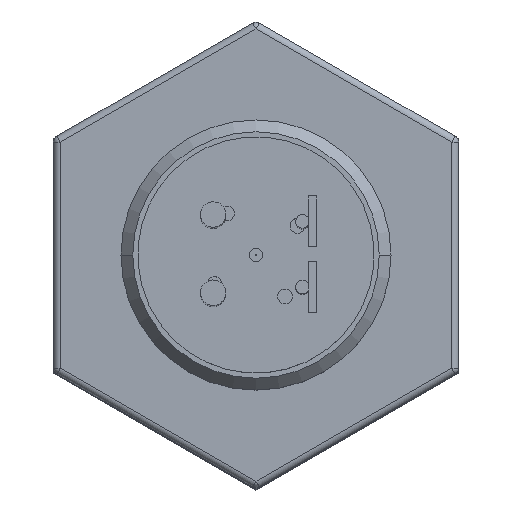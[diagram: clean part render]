
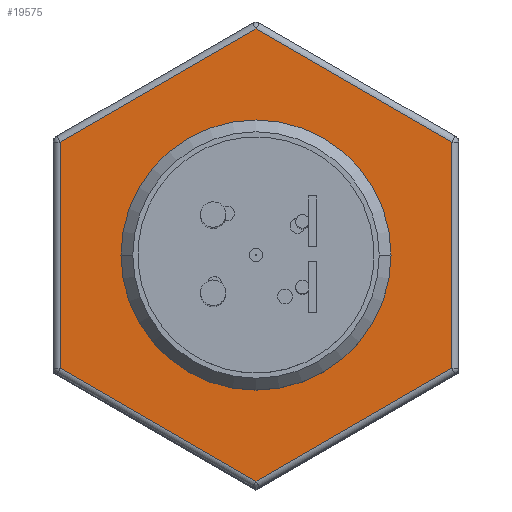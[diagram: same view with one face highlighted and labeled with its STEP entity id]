
A CAD part, top view. The second image highlights one B-rep face of the part: STEP entity #19575.
In plain terms, the highlighted planar face has unit normal (0, 0, 1).
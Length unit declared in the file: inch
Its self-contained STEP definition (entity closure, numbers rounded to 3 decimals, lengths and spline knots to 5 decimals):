
#110 = EDGE_CURVE ( 'NONE', #9019, #8115, #6234, .T. ) ;
#222 = CARTESIAN_POINT ( 'NONE',  ( -0.0125, 0.84437, 2.107 ) ) ;
#620 = CARTESIAN_POINT ( 'NONE',  ( 0., 0., 2.107 ) ) ;
#629 = CARTESIAN_POINT ( 'NONE',  ( 0.7375, -0.41136, 2.107 ) ) ;
#1235 = VECTOR ( 'NONE', #8456, 39.37008 ) ;
#1667 = CARTESIAN_POINT ( 'NONE',  ( 0.47425, 0., 2.107 ) ) ;
#1794 = CARTESIAN_POINT ( 'NONE',  ( -0.75, 1.29904, 2.107 ) ) ;
#3272 = EDGE_LOOP ( 'NONE', ( #16276, #7874, #19691, #20324, #18005, #9264 ) ) ;
#3325 = VERTEX_POINT ( 'NONE', #5949 ) ;
#3374 = VECTOR ( 'NONE', #13685, 39.37008 ) ;
#3824 = LINE ( 'NONE', #222, #17492 ) ;
#5915 = DIRECTION ( 'NONE',  ( 0., 0., 1. ) ) ;
#5949 = CARTESIAN_POINT ( 'NONE',  ( 0., 0.83716, 2.107 ) ) ;
#6234 = CIRCLE ( 'NONE', #6954, 0.47425 ) ;
#6447 = CARTESIAN_POINT ( 'NONE',  ( 0., -0.83716, 2.107 ) ) ;
#6703 = EDGE_CURVE ( 'NONE', #11560, #13831, #18239, .T. ) ;
#6786 = CARTESIAN_POINT ( 'NONE',  ( -0.725, -0.43301, 2.107 ) ) ;
#6954 = AXIS2_PLACEMENT_3D ( 'NONE', #19191, #10704, #20887 ) ;
#7234 = DIRECTION ( 'NONE',  ( -0.866, -0.5, 0. ) ) ;
#7352 = LINE ( 'NONE', #8940, #9032 ) ;
#7497 = DIRECTION ( 'NONE',  ( 1., 0., 0. ) ) ;
#7874 = ORIENTED_EDGE ( 'NONE', *, *, #21630, .T. ) ;
#8115 = VERTEX_POINT ( 'NONE', #10585 ) ;
#8250 = CARTESIAN_POINT ( 'NONE',  ( -0.725, -0.41858, 2.107 ) ) ;
#8456 = DIRECTION ( 'NONE',  ( 0.866, -0.5, 0. ) ) ;
#8680 = DIRECTION ( 'NONE',  ( -0.866, 0.5, 0. ) ) ;
#8940 = CARTESIAN_POINT ( 'NONE',  ( -0.7375, 0.41136, 2.107 ) ) ;
#9019 = VERTEX_POINT ( 'NONE', #1667 ) ;
#9032 = VECTOR ( 'NONE', #7234, 39.37008 ) ;
#9264 = ORIENTED_EDGE ( 'NONE', *, *, #20974, .T. ) ;
#9353 = AXIS2_PLACEMENT_3D ( 'NONE', #620, #5915, #7497 ) ;
#9704 = LINE ( 'NONE', #18401, #1235 ) ;
#9804 = CARTESIAN_POINT ( 'NONE',  ( 0.725, -0.41858, 2.107 ) ) ;
#9957 = EDGE_CURVE ( 'NONE', #3325, #14706, #7352, .T. ) ;
#10254 = FACE_OUTER_BOUND ( 'NONE', #3272, .T. ) ;
#10585 = CARTESIAN_POINT ( 'NONE',  ( -0.47425, 0., 2.107 ) ) ;
#10704 = DIRECTION ( 'NONE',  ( 0., 0., 1. ) ) ;
#11344 = DIRECTION ( 'NONE',  ( 0., 1., 0. ) ) ;
#11560 = VERTEX_POINT ( 'NONE', #9804 ) ;
#12890 = AXIS2_PLACEMENT_3D ( 'NONE', #1794, #17154, #17788 ) ;
#13387 = CARTESIAN_POINT ( 'NONE',  ( -0.725, 0.41858, 2.107 ) ) ;
#13624 = EDGE_CURVE ( 'NONE', #8115, #9019, #16563, .T. ) ;
#13685 = DIRECTION ( 'NONE',  ( 0., -1., 0. ) ) ;
#13831 = VERTEX_POINT ( 'NONE', #17643 ) ;
#14291 = FACE_BOUND ( 'NONE', #20636, .T. ) ;
#14628 = DIRECTION ( 'NONE',  ( 0.866, 0.5, 0. ) ) ;
#14706 = VERTEX_POINT ( 'NONE', #13387 ) ;
#16276 = ORIENTED_EDGE ( 'NONE', *, *, #9957, .T. ) ;
#16563 = CIRCLE ( 'NONE', #9353, 0.47425 ) ;
#16581 = VERTEX_POINT ( 'NONE', #8250 ) ;
#17152 = ORIENTED_EDGE ( 'NONE', *, *, #13624, .F. ) ;
#17154 = DIRECTION ( 'NONE',  ( 0., 0., 1. ) ) ;
#17492 = VECTOR ( 'NONE', #8680, 39.37008 ) ;
#17643 = CARTESIAN_POINT ( 'NONE',  ( 0.725, 0.41858, 2.107 ) ) ;
#17680 = LINE ( 'NONE', #629, #18601 ) ;
#17720 = EDGE_CURVE ( 'NONE', #20313, #11560, #17680, .T. ) ;
#17788 = DIRECTION ( 'NONE',  ( 1., 0., 0. ) ) ;
#18005 = ORIENTED_EDGE ( 'NONE', *, *, #6703, .T. ) ;
#18119 = CARTESIAN_POINT ( 'NONE',  ( 0.725, 0.43301, 2.107 ) ) ;
#18239 = LINE ( 'NONE', #18119, #18370 ) ;
#18370 = VECTOR ( 'NONE', #11344, 39.37008 ) ;
#18401 = CARTESIAN_POINT ( 'NONE',  ( 0.0125, -0.84437, 2.107 ) ) ;
#18601 = VECTOR ( 'NONE', #14628, 39.37008 ) ;
#18683 = ORIENTED_EDGE ( 'NONE', *, *, #110, .F. ) ;
#18842 = PLANE ( 'NONE',  #12890 ) ;
#19191 = CARTESIAN_POINT ( 'NONE',  ( 0., 0., 2.107 ) ) ;
#19575 = ADVANCED_FACE ( 'NONE', ( #14291, #10254 ), #18842, .T. ) ;
#19691 = ORIENTED_EDGE ( 'NONE', *, *, #20730, .T. ) ;
#20313 = VERTEX_POINT ( 'NONE', #6447 ) ;
#20324 = ORIENTED_EDGE ( 'NONE', *, *, #17720, .T. ) ;
#20636 = EDGE_LOOP ( 'NONE', ( #17152, #18683 ) ) ;
#20730 = EDGE_CURVE ( 'NONE', #16581, #20313, #9704, .T. ) ;
#20887 = DIRECTION ( 'NONE',  ( 1., 0., 0. ) ) ;
#20974 = EDGE_CURVE ( 'NONE', #13831, #3325, #3824, .T. ) ;
#21630 = EDGE_CURVE ( 'NONE', #14706, #16581, #22272, .T. ) ;
#22272 = LINE ( 'NONE', #6786, #3374 ) ;
